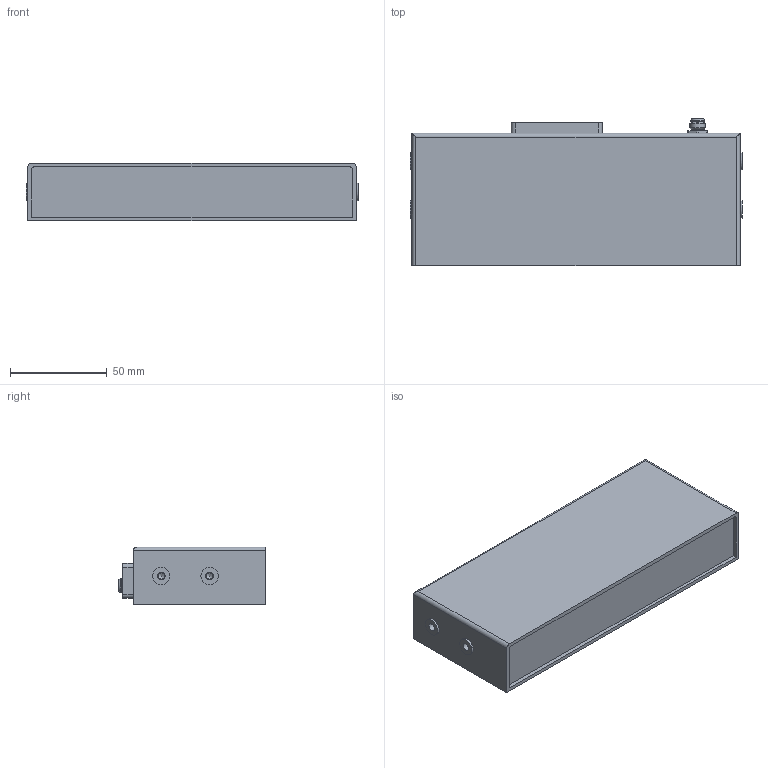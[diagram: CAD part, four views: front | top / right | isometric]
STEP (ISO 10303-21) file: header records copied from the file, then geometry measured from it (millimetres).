
FILE_DESCRIPTION(/* description */ (''),/* implementation_level */ '2;1');
FILE_NAME(/* name */ '11-SLED-3-BZ-...-O',/* time_stamp */ '2020-09-01T09:27:24+02:00',/* author */ (''),/* organization */ (''),/* preprocessor_version */ 'ST-DEVELOPER v15.7',/* originating_system */ 'HiCAD 2015 2002.1 Build 408',/* authorisation */ '');
FILE_SCHEMA (('AUTOMOTIVE_DESIGN { 1 0 10303 214 1 1 1 1 }'));
Length unit declared in the file: millimetre
Products named in the file (5): Root; Baugruppe_Balkenleuchte; QUADER_3; 09-3391-00-04; QUADER_0
Assembly tree (4 placements, depth 3):
  Root
    Baugruppe_Balkenleuchte
      QUADER_3
      09-3391-00-04
      QUADER_0
Bounding box: 172 x 76.2 x 30 mm (x, y, z)
Volume: 344235.4 mm3; surface area: 42369 mm2
Topology: 3 solids, 3 shells, 106 faces, 247 edges, 160 vertices
Faces by surface type: cylinder 46, plane 45, cone 10, sphere 4, torus 1
Full cylindrical faces by diameter (mm): 1 x4, 3.3 x6, 4 x6, 5.8 x1, 6.4 x1, 6.8 x3, 7.2 x1, 8 x3, 9 x4
Entity records: 4474 total; most frequent: DIRECTION 495, CARTESIAN_POINT 431, PRESENTATION_STYLE_ASSIGNMENT 356, COLOUR_RGB 355, OVER_RIDING_STYLED_ITEM 353, DRAUGHTING_PRE_DEFINED_CURVE_FONT 350, CURVE_STYLE 350, ORIENTED_EDGE 350
